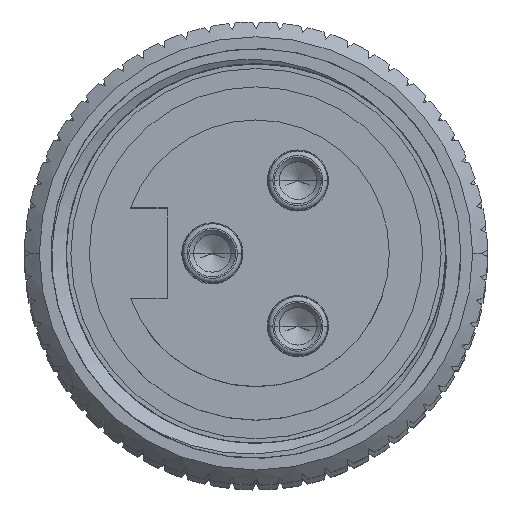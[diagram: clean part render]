
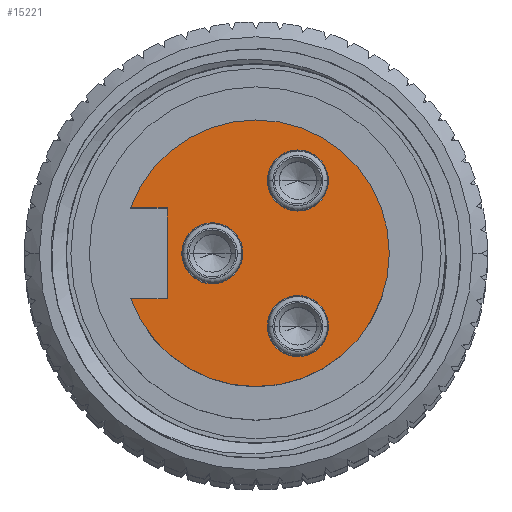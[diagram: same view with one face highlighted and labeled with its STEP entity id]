
A CAD part, top view. The second image highlights one B-rep face of the part: STEP entity #15221.
In plain terms, the highlighted planar face has unit normal (0, 0, 1).
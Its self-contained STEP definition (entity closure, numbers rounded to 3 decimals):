
#6474=CARTESIAN_POINT('',(0.,0.,115.8));
#6475=DIRECTION('',(0.,0.,1.));
#6476=DIRECTION('',(-0.94,-0.34,0.));
#6477=AXIS2_PLACEMENT_3D('',#6474,#6475,#6476);
#6492=DIRECTION('',(1.,0.,0.));
#6493=VECTOR('',#6492,1.97);
#6494=CARTESIAN_POINT('',(-6.77,-2.45,115.8));
#6495=LINE('',#6494,#6493);
#6496=DIRECTION('',(0.,1.,0.));
#6497=VECTOR('',#6496,4.9);
#6498=CARTESIAN_POINT('',(-4.8,-2.45,115.8));
#6499=LINE('',#6498,#6497);
#6500=DIRECTION('',(-1.,0.,0.));
#6501=VECTOR('',#6500,1.97);
#6502=CARTESIAN_POINT('',(-4.8,2.45,115.8));
#6503=LINE('',#6502,#6501);
#6504=CARTESIAN_POINT('',(-2.36,0.,115.8));
#6505=DIRECTION('',(0.,0.,1.));
#6506=DIRECTION('',(0.,-1.,0.));
#6507=AXIS2_PLACEMENT_3D('',#6504,#6505,#6506);
#6509=CARTESIAN_POINT('',(-2.36,0.,115.8));
#6510=DIRECTION('',(0.,0.,1.));
#6511=DIRECTION('',(0.,1.,0.));
#6512=AXIS2_PLACEMENT_3D('',#6509,#6510,#6511);
#6514=CARTESIAN_POINT('',(2.26,-3.935,115.8));
#6515=DIRECTION('',(0.,0.,1.));
#6516=DIRECTION('',(0.,-1.,0.));
#6517=AXIS2_PLACEMENT_3D('',#6514,#6515,#6516);
#6519=CARTESIAN_POINT('',(2.26,-3.935,115.8));
#6520=DIRECTION('',(0.,0.,1.));
#6521=DIRECTION('',(0.,1.,0.));
#6522=AXIS2_PLACEMENT_3D('',#6519,#6520,#6521);
#6524=CARTESIAN_POINT('',(2.26,3.93,115.8));
#6525=DIRECTION('',(0.,0.,1.));
#6526=DIRECTION('',(0.,-1.,0.));
#6527=AXIS2_PLACEMENT_3D('',#6524,#6525,#6526);
#6529=CARTESIAN_POINT('',(2.26,3.93,115.8));
#6530=DIRECTION('',(0.,0.,1.));
#6531=DIRECTION('',(0.,1.,0.));
#6532=AXIS2_PLACEMENT_3D('',#6529,#6530,#6531);
#7731=CARTESIAN_POINT('',(-6.77,-2.45,115.8));
#7732=CARTESIAN_POINT('',(-6.77,2.45,115.8));
#7733=VERTEX_POINT('',#7731);
#7734=VERTEX_POINT('',#7732);
#7739=CARTESIAN_POINT('',(-4.8,2.45,115.8));
#7740=VERTEX_POINT('',#7739);
#7741=CARTESIAN_POINT('',(-4.8,-2.45,115.8));
#7742=VERTEX_POINT('',#7741);
#7743=CARTESIAN_POINT('',(-2.36,-1.65,115.8));
#7744=CARTESIAN_POINT('',(-2.36,1.65,115.8));
#7745=VERTEX_POINT('',#7743);
#7746=VERTEX_POINT('',#7744);
#7747=CARTESIAN_POINT('',(2.26,-5.585,115.8));
#7748=CARTESIAN_POINT('',(2.26,-2.285,115.8));
#7749=VERTEX_POINT('',#7747);
#7750=VERTEX_POINT('',#7748);
#7751=CARTESIAN_POINT('',(2.26,2.28,115.8));
#7752=CARTESIAN_POINT('',(2.26,5.58,115.8));
#7753=VERTEX_POINT('',#7751);
#7754=VERTEX_POINT('',#7752);
#15189=CARTESIAN_POINT('',(0.,0.,115.8));
#15190=DIRECTION('',(0.,0.,-1.));
#15191=DIRECTION('',(-1.,0.,0.));
#15192=AXIS2_PLACEMENT_3D('',#15189,#15190,#15191);
#15193=PLANE('',#15192);
#15194=ORIENTED_EDGE('',*,*,#15179,.F.);
#15196=ORIENTED_EDGE('',*,*,#15195,.T.);
#15198=ORIENTED_EDGE('',*,*,#15197,.T.);
#15200=ORIENTED_EDGE('',*,*,#15199,.T.);
#15201=EDGE_LOOP('',(#15194,#15196,#15198,#15200));
#15202=FACE_OUTER_BOUND('',#15201,.F.);
#15204=ORIENTED_EDGE('',*,*,#15203,.T.);
#15206=ORIENTED_EDGE('',*,*,#15205,.T.);
#15207=EDGE_LOOP('',(#15204,#15206));
#15208=FACE_BOUND('',#15207,.F.);
#15210=ORIENTED_EDGE('',*,*,#15209,.T.);
#15212=ORIENTED_EDGE('',*,*,#15211,.T.);
#15213=EDGE_LOOP('',(#15210,#15212));
#15214=FACE_BOUND('',#15213,.F.);
#15216=ORIENTED_EDGE('',*,*,#15215,.T.);
#15218=ORIENTED_EDGE('',*,*,#15217,.T.);
#15219=EDGE_LOOP('',(#15216,#15218));
#15220=FACE_BOUND('',#15219,.F.);
#15221=ADVANCED_FACE('',(#15202,#15208,#15214,#15220),#15193,.F.);
#6478=CIRCLE('',#6477,7.2);
#6508=CIRCLE('',#6507,1.65);
#6513=CIRCLE('',#6512,1.65);
#6518=CIRCLE('',#6517,1.65);
#6523=CIRCLE('',#6522,1.65);
#6528=CIRCLE('',#6527,1.65);
#6533=CIRCLE('',#6532,1.65);
#15179=EDGE_CURVE('',#7733,#7734,#6478,.T.);
#15195=EDGE_CURVE('',#7733,#7742,#6495,.T.);
#15197=EDGE_CURVE('',#7742,#7740,#6499,.T.);
#15199=EDGE_CURVE('',#7740,#7734,#6503,.T.);
#15203=EDGE_CURVE('',#7745,#7746,#6508,.T.);
#15205=EDGE_CURVE('',#7746,#7745,#6513,.T.);
#15209=EDGE_CURVE('',#7749,#7750,#6518,.T.);
#15211=EDGE_CURVE('',#7750,#7749,#6523,.T.);
#15215=EDGE_CURVE('',#7753,#7754,#6528,.T.);
#15217=EDGE_CURVE('',#7754,#7753,#6533,.T.);
